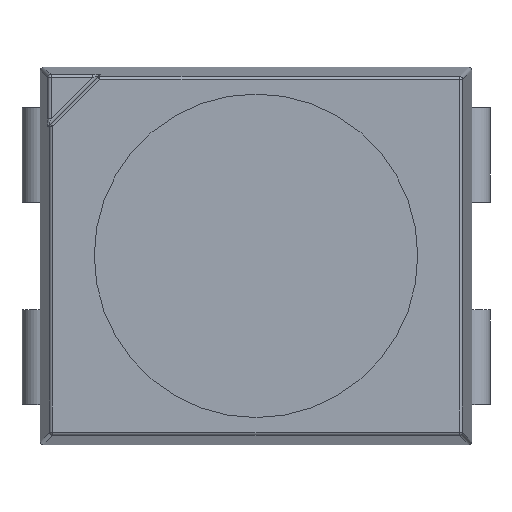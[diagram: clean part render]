
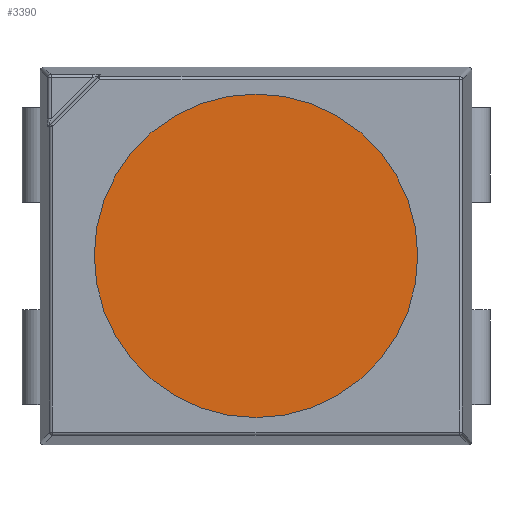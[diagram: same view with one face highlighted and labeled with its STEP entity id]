
A CAD part, top view. The second image highlights one B-rep face of the part: STEP entity #3390.
In plain terms, the highlighted planar face has unit normal (0, 0, 1).
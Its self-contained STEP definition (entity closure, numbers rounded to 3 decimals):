
#262 = AXIS2_PLACEMENT_3D ( 'NONE', #2568, #3339, #970 ) ;
#505 = AXIS2_PLACEMENT_3D ( 'NONE', #930, #594, #2130 ) ;
#532 = FACE_OUTER_BOUND ( 'NONE', #4910, .T. ) ;
#594 = DIRECTION ( 'NONE',  ( 0., 0., 1. ) ) ;
#930 = CARTESIAN_POINT ( 'NONE',  ( 0., 0., 1.9 ) ) ;
#970 = DIRECTION ( 'NONE',  ( 1., 0., 0. ) ) ;
#1414 = CARTESIAN_POINT ( 'NONE',  ( 0., 0., 1.9 ) ) ;
#1613 = EDGE_CURVE ( 'NONE', #2816, #4303, #4665, .T. ) ;
#2055 = CARTESIAN_POINT ( 'NONE',  ( 1.2, 0., 1.9 ) ) ;
#2077 = PLANE ( 'NONE',  #3332 ) ;
#2130 = DIRECTION ( 'NONE',  ( 1., 0., 0. ) ) ;
#2154 = DIRECTION ( 'NONE',  ( 0., 0., 1. ) ) ;
#2568 = CARTESIAN_POINT ( 'NONE',  ( 0., 0., 1.9 ) ) ;
#2816 = VERTEX_POINT ( 'NONE', #2055 ) ;
#3332 = AXIS2_PLACEMENT_3D ( 'NONE', #1414, #2154, #4976 ) ;
#3339 = DIRECTION ( 'NONE',  ( 0., 0., 1. ) ) ;
#3390 = ADVANCED_FACE ( 'NONE', ( #532 ), #2077, .T. ) ;
#3512 = ORIENTED_EDGE ( 'NONE', *, *, #1613, .T. ) ;
#3536 = ORIENTED_EDGE ( 'NONE', *, *, #5064, .T. ) ;
#3752 = CIRCLE ( 'NONE', #505, 1.2 ) ;
#4303 = VERTEX_POINT ( 'NONE', #4353 ) ;
#4353 = CARTESIAN_POINT ( 'NONE',  ( -1.2, 0., 1.9 ) ) ;
#4665 = CIRCLE ( 'NONE', #262, 1.2 ) ;
#4910 = EDGE_LOOP ( 'NONE', ( #3512, #3536 ) ) ;
#4976 = DIRECTION ( 'NONE',  ( 1., 0., 0. ) ) ;
#5064 = EDGE_CURVE ( 'NONE', #4303, #2816, #3752, .T. ) ;
